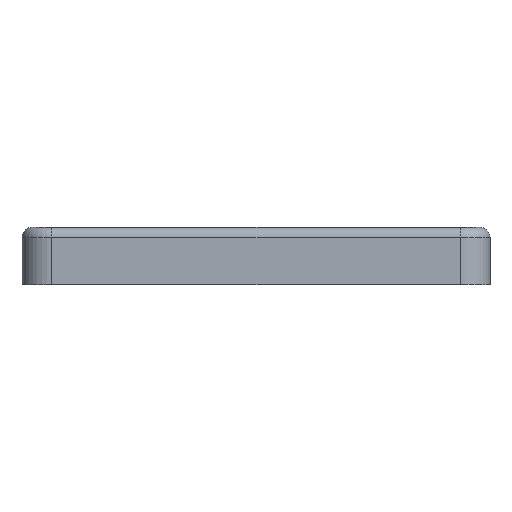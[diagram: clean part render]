
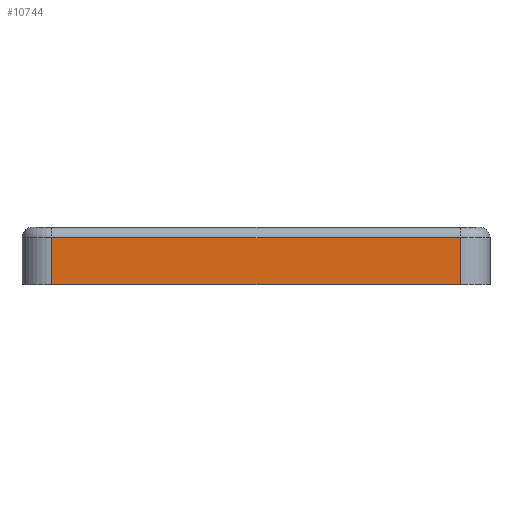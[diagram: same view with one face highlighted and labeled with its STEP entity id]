
A CAD part, left-side view. The second image highlights one B-rep face of the part: STEP entity #10744.
In plain terms, the highlighted planar face has unit normal (-1, 0, 0).
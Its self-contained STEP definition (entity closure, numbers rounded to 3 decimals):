
#1259=FACE_OUTER_BOUND('',#1826,.T.);
#1826=EDGE_LOOP('',(#9350,#9351,#9352,#9353));
#2957=LINE('',#19648,#4080);
#2964=LINE('',#19668,#4087);
#2965=LINE('',#19672,#4088);
#2966=LINE('',#19673,#4089);
#4080=VECTOR('',#13030,10.);
#4087=VECTOR('',#13051,10.);
#4088=VECTOR('',#13056,10.);
#4089=VECTOR('',#13057,10.);
#5129=VERTEX_POINT('',#19638);
#5131=VERTEX_POINT('',#19644);
#5138=VERTEX_POINT('',#19667);
#5139=VERTEX_POINT('',#19671);
#6688=EDGE_CURVE('',#5129,#5131,#2957,.T.);
#6698=EDGE_CURVE('',#5138,#5131,#2964,.T.);
#6700=EDGE_CURVE('',#5139,#5129,#2965,.T.);
#6701=EDGE_CURVE('',#5138,#5139,#2966,.T.);
#9350=ORIENTED_EDGE('',*,*,#6688,.F.);
#9351=ORIENTED_EDGE('',*,*,#6700,.F.);
#9352=ORIENTED_EDGE('',*,*,#6701,.F.);
#9353=ORIENTED_EDGE('',*,*,#6698,.T.);
#10187=PLANE('',#11158);
#10744=ADVANCED_FACE('',(#1259),#10187,.T.);
#11158=AXIS2_PLACEMENT_3D('',#19670,#13054,#13055);
#13030=DIRECTION('',(0.,-1.,0.));
#13051=DIRECTION('',(0.,0.,1.));
#13054=DIRECTION('center_axis',(-1.,0.,0.));
#13055=DIRECTION('ref_axis',(0.,1.,0.));
#13056=DIRECTION('',(0.,0.,1.));
#13057=DIRECTION('',(0.,1.,0.));
#19638=CARTESIAN_POINT('',(-28.2,17.647,11.638));
#19644=CARTESIAN_POINT('',(-28.2,-22.315,11.638));
#19648=CARTESIAN_POINT('',(-28.2,-12.325,11.638));
#19667=CARTESIAN_POINT('',(-28.2,-22.315,7.038));
#19668=CARTESIAN_POINT('',(-28.2,-22.315,11.638));
#19670=CARTESIAN_POINT('Origin',(-28.2,-22.315,11.638));
#19671=CARTESIAN_POINT('',(-28.2,17.647,7.038));
#19672=CARTESIAN_POINT('',(-28.2,17.647,11.638));
#19673=CARTESIAN_POINT('',(-28.2,17.647,7.038));
